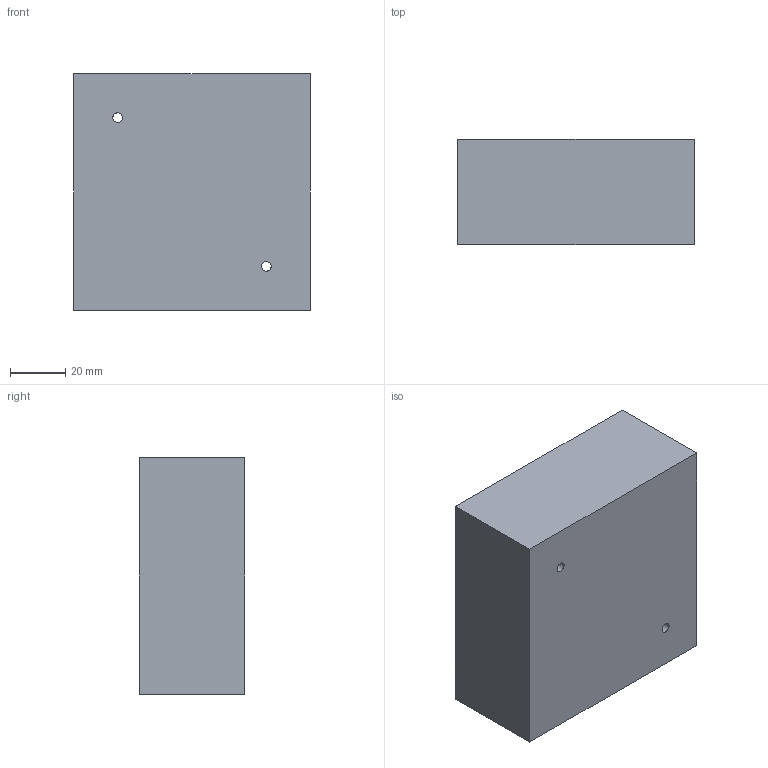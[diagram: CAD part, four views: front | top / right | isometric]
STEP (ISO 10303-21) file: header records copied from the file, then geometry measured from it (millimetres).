
FILE_DESCRIPTION(/* description */ (''),/* implementation_level */ '2;1');
FILE_NAME(/* name */ 'BottleHolderSingleV1.stp',/* time_stamp */ '2025-05-07T22:30:13-05:00',/* author */ ('dpseu'),/* organization */ (''),/* preprocessor_version */ 'ST-DEVELOPER v20',/* originating_system */ 'Autodesk Inventor 2025',/* authorisation */ '');
FILE_SCHEMA (('AUTOMOTIVE_DESIGN { 1 0 10303 214 3 1 1 }'));
Length unit declared in the file: inch
Products named in the file (1): Bottle Thingy
Bounding box: 85.6 x 38.1 x 85.6 mm (x, y, z)
Volume: 83258.2 mm3; surface area: 37528.8 mm2
Topology: 1 solids, 1 shells, 39 faces, 94 edges, 56 vertices
Faces by surface type: plane 25, cylinder 10, bspline 4
Full cylindrical faces by diameter (mm): 3.556 x2
Entity records: 1260 total; most frequent: CARTESIAN_POINT 317, DIRECTION 182, ORIENTED_EDGE 180, EDGE_CURVE 90, LINE 70, VECTOR 70, VERTEX_POINT 56, AXIS2_PLACEMENT_3D 56
